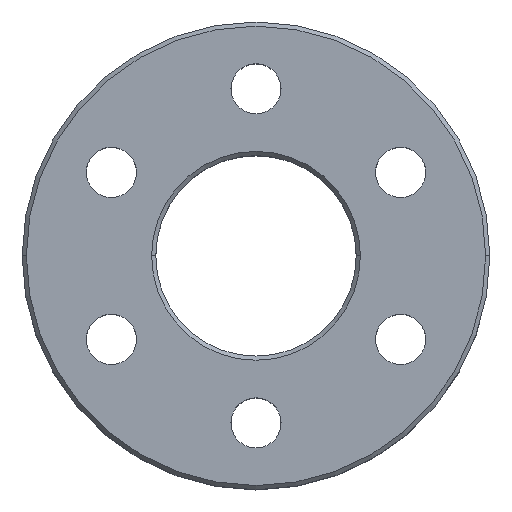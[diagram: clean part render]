
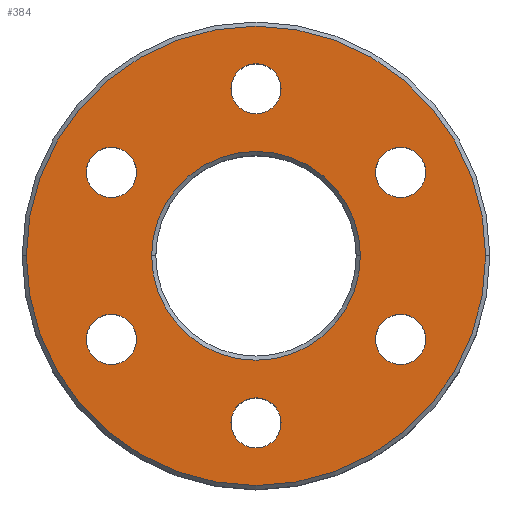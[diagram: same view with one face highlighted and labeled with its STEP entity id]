
A CAD part, top view. The second image highlights one B-rep face of the part: STEP entity #384.
In plain terms, the highlighted planar face has unit normal (0, 0, 1).
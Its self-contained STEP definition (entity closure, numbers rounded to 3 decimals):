
#2 = FACE_BOUND ( 'NONE', #545, .T. ) ;
#5 = AXIS2_PLACEMENT_3D ( 'NONE', #801, #200, #276 ) ;
#12 = DIRECTION ( 'NONE',  ( 0., 0., 1. ) ) ;
#19 = AXIS2_PLACEMENT_3D ( 'NONE', #263, #658, #617 ) ;
#33 = EDGE_CURVE ( 'NONE', #715, #197, #138, .T. ) ;
#34 = VERTEX_POINT ( 'NONE', #672 ) ;
#47 = DIRECTION ( 'NONE',  ( 1., 0., 0. ) ) ;
#49 = EDGE_CURVE ( 'NONE', #214, #557, #581, .T. ) ;
#53 = EDGE_LOOP ( 'NONE', ( #229, #446 ) ) ;
#55 = DIRECTION ( 'NONE',  ( 1., 0., 0. ) ) ;
#61 = EDGE_LOOP ( 'NONE', ( #336, #674 ) ) ;
#63 = DIRECTION ( 'NONE',  ( 1., 0., 0. ) ) ;
#64 = ORIENTED_EDGE ( 'NONE', *, *, #33, .F. ) ;
#68 = CARTESIAN_POINT ( 'NONE',  ( 0., 10., 10. ) ) ;
#75 = CIRCLE ( 'NONE', #255, 1.5 ) ;
#77 = CARTESIAN_POINT ( 'NONE',  ( 8.66, -5., 10. ) ) ;
#78 = DIRECTION ( 'NONE',  ( 1., 0., 0. ) ) ;
#94 = CARTESIAN_POINT ( 'NONE',  ( -6.25, 0., 10. ) ) ;
#108 = DIRECTION ( 'NONE',  ( 0., 0., 1. ) ) ;
#109 = EDGE_CURVE ( 'NONE', #158, #160, #645, .T. ) ;
#112 = CIRCLE ( 'NONE', #518, 6.25 ) ;
#130 = EDGE_CURVE ( 'NONE', #197, #715, #445, .T. ) ;
#135 = AXIS2_PLACEMENT_3D ( 'NONE', #478, #578, #502 ) ;
#138 = CIRCLE ( 'NONE', #237, 1.5 ) ;
#142 = EDGE_CURVE ( 'NONE', #153, #595, #483, .T. ) ;
#150 = CARTESIAN_POINT ( 'NONE',  ( -7.16, 5., 10. ) ) ;
#153 = VERTEX_POINT ( 'NONE', #437 ) ;
#156 = CARTESIAN_POINT ( 'NONE',  ( 7.16, 5., 10. ) ) ;
#158 = VERTEX_POINT ( 'NONE', #431 ) ;
#160 = VERTEX_POINT ( 'NONE', #450 ) ;
#169 = CARTESIAN_POINT ( 'NONE',  ( -8.66, -5., 10. ) ) ;
#175 = DIRECTION ( 'NONE',  ( 1., 0., 0. ) ) ;
#185 = AXIS2_PLACEMENT_3D ( 'NONE', #472, #461, #392 ) ;
#187 = DIRECTION ( 'NONE',  ( 0., 0., 1. ) ) ;
#189 = FACE_BOUND ( 'NONE', #550, .T. ) ;
#191 = CIRCLE ( 'NONE', #655, 1.5 ) ;
#197 = VERTEX_POINT ( 'NONE', #311 ) ;
#200 = DIRECTION ( 'NONE',  ( 0., 0., 1. ) ) ;
#211 = VERTEX_POINT ( 'NONE', #765 ) ;
#214 = VERTEX_POINT ( 'NONE', #705 ) ;
#221 = CIRCLE ( 'NONE', #744, 1.5 ) ;
#229 = ORIENTED_EDGE ( 'NONE', *, *, #386, .F. ) ;
#235 = EDGE_CURVE ( 'NONE', #341, #459, #633, .T. ) ;
#237 = AXIS2_PLACEMENT_3D ( 'NONE', #414, #12, #272 ) ;
#246 = CIRCLE ( 'NONE', #135, 1.5 ) ;
#247 = CIRCLE ( 'NONE', #740, 1.5 ) ;
#250 = EDGE_CURVE ( 'NONE', #737, #649, #75, .T. ) ;
#254 = CARTESIAN_POINT ( 'NONE',  ( 0., 10., 10. ) ) ;
#255 = AXIS2_PLACEMENT_3D ( 'NONE', #68, #662, #334 ) ;
#259 = FACE_BOUND ( 'NONE', #53, .T. ) ;
#262 = EDGE_CURVE ( 'NONE', #557, #214, #221, .T. ) ;
#263 = CARTESIAN_POINT ( 'NONE',  ( 0., 0., 10. ) ) ;
#265 = ORIENTED_EDGE ( 'NONE', *, *, #304, .T. ) ;
#268 = AXIS2_PLACEMENT_3D ( 'NONE', #371, #108, #306 ) ;
#269 = ORIENTED_EDGE ( 'NONE', *, *, #262, .F. ) ;
#272 = DIRECTION ( 'NONE',  ( 1., 0., 0. ) ) ;
#276 = DIRECTION ( 'NONE',  ( 1., 0., 0. ) ) ;
#280 = EDGE_LOOP ( 'NONE', ( #628, #464 ) ) ;
#292 = DIRECTION ( 'NONE',  ( 0., 0., 1. ) ) ;
#304 = EDGE_CURVE ( 'NONE', #595, #153, #535, .T. ) ;
#306 = DIRECTION ( 'NONE',  ( 1., 0., 0. ) ) ;
#307 = EDGE_LOOP ( 'NONE', ( #376, #590 ) ) ;
#311 = CARTESIAN_POINT ( 'NONE',  ( -10.16, -5., 10. ) ) ;
#317 = DIRECTION ( 'NONE',  ( 0., 0., 1. ) ) ;
#328 = FACE_BOUND ( 'NONE', #307, .T. ) ;
#329 = EDGE_CURVE ( 'NONE', #34, #836, #596, .T. ) ;
#334 = DIRECTION ( 'NONE',  ( 1., 0., 0. ) ) ;
#336 = ORIENTED_EDGE ( 'NONE', *, *, #379, .F. ) ;
#341 = VERTEX_POINT ( 'NONE', #711 ) ;
#342 = DIRECTION ( 'NONE',  ( 1., 0., 0. ) ) ;
#349 = AXIS2_PLACEMENT_3D ( 'NONE', #254, #187, #63 ) ;
#354 = DIRECTION ( 'NONE',  ( 0., 0., 1. ) ) ;
#371 = CARTESIAN_POINT ( 'NONE',  ( 8.66, -5., 10. ) ) ;
#375 = DIRECTION ( 'NONE',  ( 0., 0., 1. ) ) ;
#376 = ORIENTED_EDGE ( 'NONE', *, *, #329, .T. ) ;
#379 = EDGE_CURVE ( 'NONE', #649, #737, #530, .T. ) ;
#380 = CARTESIAN_POINT ( 'NONE',  ( 0., -10., 10. ) ) ;
#384 = ADVANCED_FACE ( 'NONE', ( #328, #598, #2, #791, #727, #189, #259, #468 ), #402, .T. ) ;
#385 = CARTESIAN_POINT ( 'NONE',  ( 1.5, 10., 10. ) ) ;
#386 = EDGE_CURVE ( 'NONE', #459, #341, #247, .T. ) ;
#389 = DIRECTION ( 'NONE',  ( 0., 0., -1. ) ) ;
#392 = DIRECTION ( 'NONE',  ( 1., 0., 0. ) ) ;
#396 = CIRCLE ( 'NONE', #5, 1.5 ) ;
#401 = AXIS2_PLACEMENT_3D ( 'NONE', #481, #292, #78 ) ;
#402 = PLANE ( 'NONE',  #19 ) ;
#414 = CARTESIAN_POINT ( 'NONE',  ( -8.66, -5., 10. ) ) ;
#415 = DIRECTION ( 'NONE',  ( 1., 0., 0. ) ) ;
#420 = CARTESIAN_POINT ( 'NONE',  ( -1.5, -10., 10. ) ) ;
#431 = CARTESIAN_POINT ( 'NONE',  ( 7.16, -5., 10. ) ) ;
#437 = CARTESIAN_POINT ( 'NONE',  ( 13.75, 0., 10. ) ) ;
#445 = CIRCLE ( 'NONE', #729, 1.5 ) ;
#446 = ORIENTED_EDGE ( 'NONE', *, *, #235, .F. ) ;
#450 = CARTESIAN_POINT ( 'NONE',  ( 10.16, -5., 10. ) ) ;
#458 = CARTESIAN_POINT ( 'NONE',  ( 0., 0., 10. ) ) ;
#459 = VERTEX_POINT ( 'NONE', #420 ) ;
#461 = DIRECTION ( 'NONE',  ( 0., 0., -1. ) ) ;
#464 = ORIENTED_EDGE ( 'NONE', *, *, #501, .F. ) ;
#468 = FACE_BOUND ( 'NONE', #280, .T. ) ;
#469 = EDGE_LOOP ( 'NONE', ( #495, #682 ) ) ;
#472 = CARTESIAN_POINT ( 'NONE',  ( 0., 0., 10. ) ) ;
#476 = EDGE_CURVE ( 'NONE', #160, #158, #191, .T. ) ;
#478 = CARTESIAN_POINT ( 'NONE',  ( -8.66, 5., 10. ) ) ;
#481 = CARTESIAN_POINT ( 'NONE',  ( 8.66, 5., 10. ) ) ;
#483 = CIRCLE ( 'NONE', #594, 13.75 ) ;
#484 = AXIS2_PLACEMENT_3D ( 'NONE', #380, #375, #47 ) ;
#487 = DIRECTION ( 'NONE',  ( 0., 0., 1. ) ) ;
#495 = ORIENTED_EDGE ( 'NONE', *, *, #109, .F. ) ;
#501 = EDGE_CURVE ( 'NONE', #830, #211, #396, .T. ) ;
#502 = DIRECTION ( 'NONE',  ( 1., 0., 0. ) ) ;
#511 = DIRECTION ( 'NONE',  ( 0., 0., 1. ) ) ;
#512 = EDGE_CURVE ( 'NONE', #211, #830, #246, .T. ) ;
#518 = AXIS2_PLACEMENT_3D ( 'NONE', #560, #389, #589 ) ;
#530 = CIRCLE ( 'NONE', #349, 1.5 ) ;
#535 = CIRCLE ( 'NONE', #856, 13.75 ) ;
#538 = EDGE_LOOP ( 'NONE', ( #265, #811 ) ) ;
#545 = EDGE_LOOP ( 'NONE', ( #585, #64 ) ) ;
#550 = EDGE_LOOP ( 'NONE', ( #269, #815 ) ) ;
#557 = VERTEX_POINT ( 'NONE', #156 ) ;
#560 = CARTESIAN_POINT ( 'NONE',  ( 0., 0., 10. ) ) ;
#578 = DIRECTION ( 'NONE',  ( 0., 0., 1. ) ) ;
#581 = CIRCLE ( 'NONE', #401, 1.5 ) ;
#584 = CARTESIAN_POINT ( 'NONE',  ( 0., 0., 10. ) ) ;
#585 = ORIENTED_EDGE ( 'NONE', *, *, #130, .F. ) ;
#589 = DIRECTION ( 'NONE',  ( 1., 0., 0. ) ) ;
#590 = ORIENTED_EDGE ( 'NONE', *, *, #825, .T. ) ;
#594 = AXIS2_PLACEMENT_3D ( 'NONE', #584, #317, #175 ) ;
#595 = VERTEX_POINT ( 'NONE', #831 ) ;
#596 = CIRCLE ( 'NONE', #185, 6.25 ) ;
#598 = FACE_OUTER_BOUND ( 'NONE', #538, .T. ) ;
#605 = DIRECTION ( 'NONE',  ( 0., 0., 1. ) ) ;
#617 = DIRECTION ( 'NONE',  ( 1., 0., 0. ) ) ;
#628 = ORIENTED_EDGE ( 'NONE', *, *, #512, .F. ) ;
#633 = CIRCLE ( 'NONE', #484, 1.5 ) ;
#645 = CIRCLE ( 'NONE', #268, 1.5 ) ;
#648 = DIRECTION ( 'NONE',  ( 1., 0., 0. ) ) ;
#649 = VERTEX_POINT ( 'NONE', #822 ) ;
#655 = AXIS2_PLACEMENT_3D ( 'NONE', #77, #354, #342 ) ;
#658 = DIRECTION ( 'NONE',  ( 0., 0., 1. ) ) ;
#662 = DIRECTION ( 'NONE',  ( 0., 0., 1. ) ) ;
#672 = CARTESIAN_POINT ( 'NONE',  ( 6.25, 0., 10. ) ) ;
#674 = ORIENTED_EDGE ( 'NONE', *, *, #250, .F. ) ;
#682 = ORIENTED_EDGE ( 'NONE', *, *, #476, .F. ) ;
#705 = CARTESIAN_POINT ( 'NONE',  ( 10.16, 5., 10. ) ) ;
#711 = CARTESIAN_POINT ( 'NONE',  ( 1.5, -10., 10. ) ) ;
#715 = VERTEX_POINT ( 'NONE', #722 ) ;
#722 = CARTESIAN_POINT ( 'NONE',  ( -7.16, -5., 10. ) ) ;
#727 = FACE_BOUND ( 'NONE', #61, .T. ) ;
#729 = AXIS2_PLACEMENT_3D ( 'NONE', #169, #511, #773 ) ;
#732 = CARTESIAN_POINT ( 'NONE',  ( 8.66, 5., 10. ) ) ;
#737 = VERTEX_POINT ( 'NONE', #385 ) ;
#740 = AXIS2_PLACEMENT_3D ( 'NONE', #745, #487, #415 ) ;
#744 = AXIS2_PLACEMENT_3D ( 'NONE', #732, #605, #55 ) ;
#745 = CARTESIAN_POINT ( 'NONE',  ( 0., -10., 10. ) ) ;
#765 = CARTESIAN_POINT ( 'NONE',  ( -10.16, 5., 10. ) ) ;
#773 = DIRECTION ( 'NONE',  ( 1., 0., 0. ) ) ;
#787 = DIRECTION ( 'NONE',  ( 0., 0., 1. ) ) ;
#791 = FACE_BOUND ( 'NONE', #469, .T. ) ;
#801 = CARTESIAN_POINT ( 'NONE',  ( -8.66, 5., 10. ) ) ;
#811 = ORIENTED_EDGE ( 'NONE', *, *, #142, .T. ) ;
#815 = ORIENTED_EDGE ( 'NONE', *, *, #49, .F. ) ;
#822 = CARTESIAN_POINT ( 'NONE',  ( -1.5, 10., 10. ) ) ;
#825 = EDGE_CURVE ( 'NONE', #836, #34, #112, .T. ) ;
#830 = VERTEX_POINT ( 'NONE', #150 ) ;
#831 = CARTESIAN_POINT ( 'NONE',  ( -13.75, 0., 10. ) ) ;
#836 = VERTEX_POINT ( 'NONE', #94 ) ;
#856 = AXIS2_PLACEMENT_3D ( 'NONE', #458, #787, #648 ) ;
